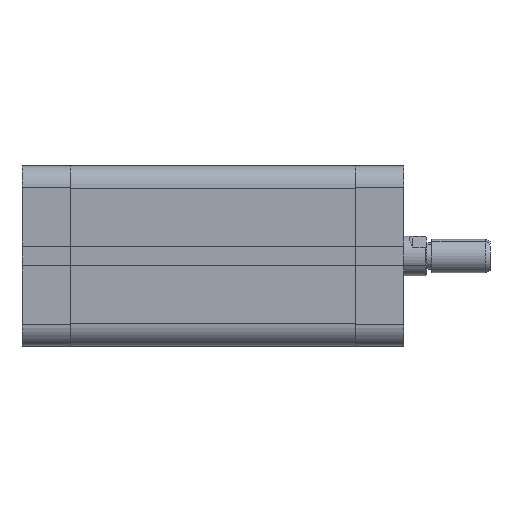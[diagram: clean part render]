
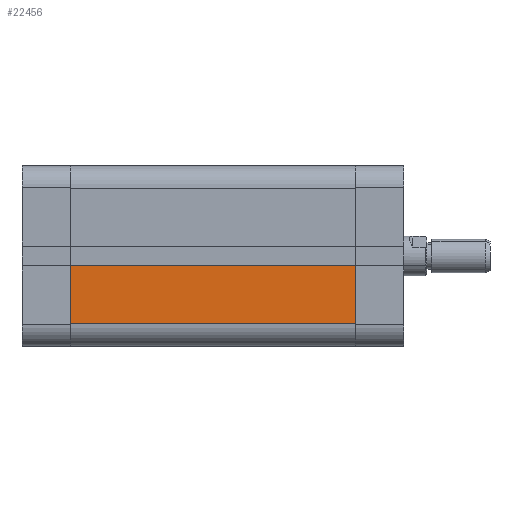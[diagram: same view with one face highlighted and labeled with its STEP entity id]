
A CAD part, front view. The second image highlights one B-rep face of the part: STEP entity #22456.
In plain terms, the highlighted planar face has unit normal (0, -1, 0).
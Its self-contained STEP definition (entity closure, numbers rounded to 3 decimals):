
#787 = EDGE_CURVE ( 'NONE', #26036, #24088, #21703, .T. ) ;
#848 = CARTESIAN_POINT ( 'NONE',  ( 0., -27.25, -27.25 ) ) ;
#4940 = VECTOR ( 'NONE', #24611, 1000. ) ;
#6932 = CARTESIAN_POINT ( 'NONE',  ( 0., -27.25, -2.8 ) ) ;
#7981 = ORIENTED_EDGE ( 'NONE', *, *, #24294, .T. ) ;
#8877 = EDGE_CURVE ( 'NONE', #12270, #24088, #28704, .T. ) ;
#9038 = DIRECTION ( 'NONE',  ( 0., 1., 0. ) ) ;
#9223 = DIRECTION ( 'NONE',  ( 0., 0., 1. ) ) ;
#10485 = DIRECTION ( 'NONE',  ( -1., 0., 0. ) ) ;
#12191 = AXIS2_PLACEMENT_3D ( 'NONE', #28862, #9038, #9223 ) ;
#12252 = ORIENTED_EDGE ( 'NONE', *, *, #8877, .F. ) ;
#12270 = VERTEX_POINT ( 'NONE', #32391 ) ;
#15428 = CARTESIAN_POINT ( 'NONE',  ( 86.001, -27.25, -2.8 ) ) ;
#16411 = VECTOR ( 'NONE', #10485, 1000. ) ;
#16926 = VERTEX_POINT ( 'NONE', #6932 ) ;
#18805 = LINE ( 'NONE', #15428, #16411 ) ;
#19280 = DIRECTION ( 'NONE',  ( 0., 0., -1. ) ) ;
#21142 = EDGE_LOOP ( 'NONE', ( #31311, #7981, #22756, #12252 ) ) ;
#21703 = LINE ( 'NONE', #24715, #35202 ) ;
#22102 = CARTESIAN_POINT ( 'NONE',  ( 86., -27.25, -27.25 ) ) ;
#22456 = ADVANCED_FACE ( 'NONE', ( #35268 ), #34711, .F. ) ;
#22756 = ORIENTED_EDGE ( 'NONE', *, *, #787, .T. ) ;
#23898 = EDGE_CURVE ( 'NONE', #12270, #16926, #18805, .T. ) ;
#24088 = VERTEX_POINT ( 'NONE', #26510 ) ;
#24294 = EDGE_CURVE ( 'NONE', #16926, #26036, #35373, .T. ) ;
#24611 = DIRECTION ( 'NONE',  ( 0., 0., -1. ) ) ;
#24715 = CARTESIAN_POINT ( 'NONE',  ( 86., -27.25, -20.45 ) ) ;
#26036 = VERTEX_POINT ( 'NONE', #33890 ) ;
#26159 = VECTOR ( 'NONE', #19280, 1000. ) ;
#26510 = CARTESIAN_POINT ( 'NONE',  ( 86., -27.25, -20.45 ) ) ;
#28114 = DIRECTION ( 'NONE',  ( 1., 0., 0. ) ) ;
#28704 = LINE ( 'NONE', #22102, #26159 ) ;
#28862 = CARTESIAN_POINT ( 'NONE',  ( 86., -27.25, -27.25 ) ) ;
#31311 = ORIENTED_EDGE ( 'NONE', *, *, #23898, .T. ) ;
#32391 = CARTESIAN_POINT ( 'NONE',  ( 86., -27.25, -2.8 ) ) ;
#33890 = CARTESIAN_POINT ( 'NONE',  ( 0., -27.25, -20.45 ) ) ;
#34711 = PLANE ( 'NONE',  #12191 ) ;
#35202 = VECTOR ( 'NONE', #28114, 1000. ) ;
#35268 = FACE_OUTER_BOUND ( 'NONE', #21142, .T. ) ;
#35373 = LINE ( 'NONE', #848, #4940 ) ;
